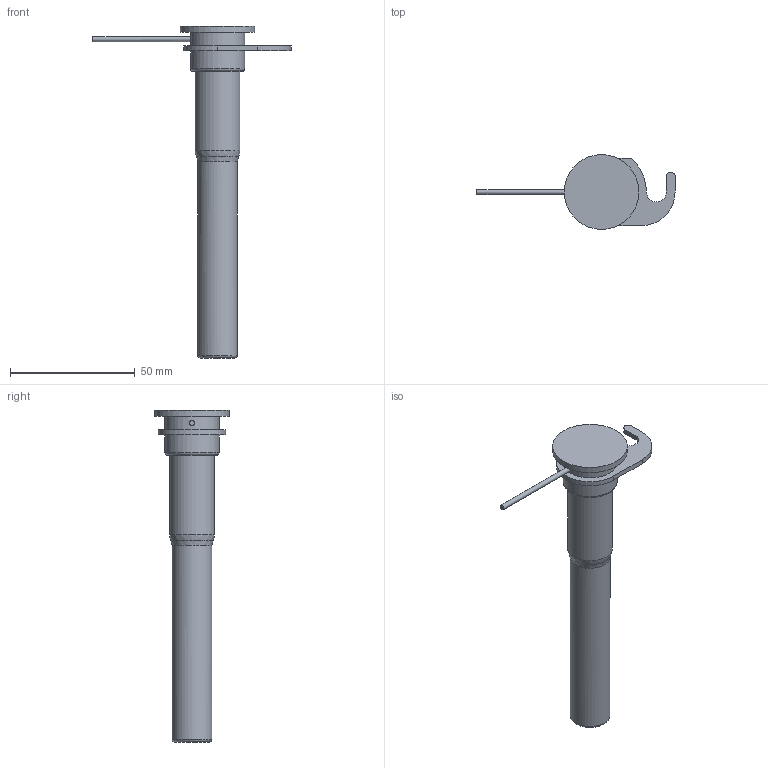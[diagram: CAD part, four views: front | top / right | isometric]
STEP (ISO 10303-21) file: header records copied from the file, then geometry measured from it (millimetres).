
FILE_DESCRIPTION((''),'2;1');
FILE_NAME('4-008-40-0257_Sensor_D30x130.stp','2017-05-08T14:45:08',('A. Birkendorf'),(''),'Autodesk Inventor 2011','Autodesk Inventor 2011','');
FILE_SCHEMA(('CONFIG_CONTROL_DESIGN'));
Length unit declared in the file: millimetre
Products named in the file (1): 4-008-40-0257_Sensor_D30x130
Bounding box: 79.5 x 30 x 133.2 mm (x, y, z)
Volume: 33603.7 mm3; surface area: 9991.7 mm2
Topology: 1 solids, 1 shells, 26 faces, 55 edges, 36 vertices
Faces by surface type: cylinder 11, plane 11, torus 2, bspline 2
Full cylindrical faces by diameter (mm): 2 x1, 16 x1, 18 x1, 21.7 x2, 30 x1
Entity records: 829 total; most frequent: CARTESIAN_POINT 261, DIRECTION 113, ORIENTED_EDGE 86, AXIS2_PLACEMENT_3D 48, EDGE_CURVE 43, EDGE_LOOP 40, VERTEX_POINT 33, FACE_OUTER_BOUND 26
